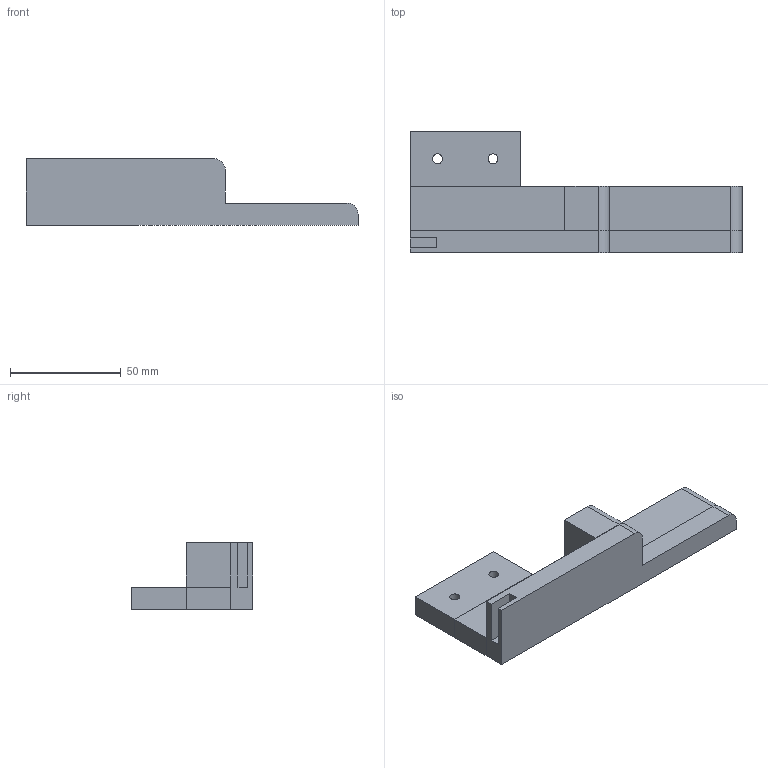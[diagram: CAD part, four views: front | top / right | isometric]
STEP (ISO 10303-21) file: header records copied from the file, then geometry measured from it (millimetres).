
FILE_DESCRIPTION(/* description */ (''),/* implementation_level */ '2;1');
FILE_NAME(/* name */ 'Buffer_Right.prt.step',/* time_stamp */ '2021-10-25T16:22:10+01:00',/* author */ (''),/* organization */ (''),/* preprocessor_version */ 'ST-DEVELOPER v15',/* originating_system */ 'SIEMENS PLM Software NX 9.0',/* authorisation */ '');
FILE_SCHEMA (('AUTOMOTIVE_DESIGN { 1 0 10303 214 3 1 1 1 }'));
Length unit declared in the file: millimetre
Products named in the file (1): Buffer_Right
Bounding box: 150 x 55 x 30 mm (x, y, z)
Volume: 81780 mm3; surface area: 25727.4 mm2
Topology: 3 solids, 3 shells, 34 faces, 86 edges, 58 vertices
Faces by surface type: plane 28, cylinder 6
Full cylindrical faces by diameter (mm): 4.5 x2
Entity records: 1032 total; most frequent: CARTESIAN_POINT 173, ORIENTED_EDGE 164, DIRECTION 164, EDGE_CURVE 82, LINE 70, VECTOR 70, VERTEX_POINT 56, AXIS2_PLACEMENT_3D 47
